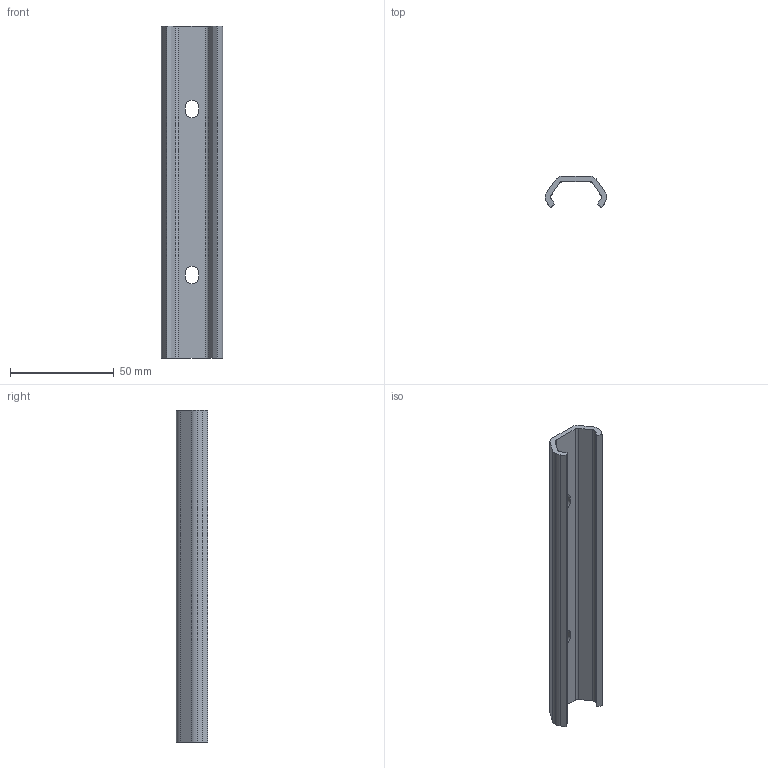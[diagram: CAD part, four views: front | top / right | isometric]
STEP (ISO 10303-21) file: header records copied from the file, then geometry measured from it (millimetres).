
FILE_DESCRIPTION (( 'STEP AP214' ), '1' );
FILE_NAME ('S-LBX 30-0160.STEP', '2023-11-14T09:36:54', ( '' ), ( '' ), 'SwSTEP 2.0', 'SolidWorks 2020', '' );
FILE_SCHEMA (( 'AUTOMOTIVE_DESIGN' ));
Length unit declared in the file: millimetre
Products named in the file (1): S-LBX 30-0160
Bounding box: 29.48 x 15 x 160 mm (x, y, z)
Volume: 18304.8 mm3; surface area: 15792.5 mm2
Topology: 1 solids, 1 shells, 34 faces, 96 edges, 64 vertices
Faces by surface type: plane 18, cylinder 16
Entity records: 1154 total; most frequent: DIRECTION 198, CARTESIAN_POINT 195, ORIENTED_EDGE 192, EDGE_CURVE 96, AXIS2_PLACEMENT_3D 67, VECTOR 64, LINE 64, VERTEX_POINT 64
